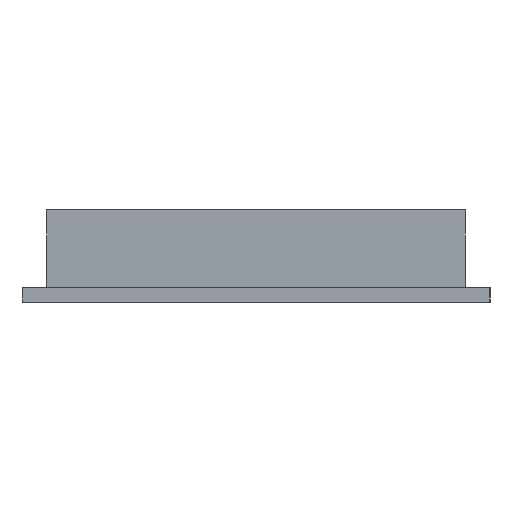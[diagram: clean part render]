
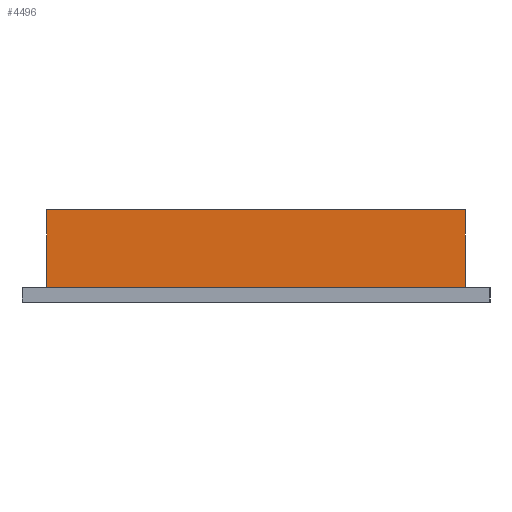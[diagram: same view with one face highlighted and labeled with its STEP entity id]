
A CAD part, left-side view. The second image highlights one B-rep face of the part: STEP entity #4496.
In plain terms, the highlighted planar face has unit normal (-1, 0, 0).
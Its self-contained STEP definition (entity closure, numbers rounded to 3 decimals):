
#4496 = ADVANCED_FACE('',(#4497),#4531,.F.);
#4497 = FACE_BOUND('',#4498,.F.);
#4498 = EDGE_LOOP('',(#4499,#4509,#4517,#4525));
#4499 = ORIENTED_EDGE('',*,*,#4500,.F.);
#4500 = EDGE_CURVE('',#4501,#4503,#4505,.T.);
#4501 = VERTEX_POINT('',#4502);
#4502 = CARTESIAN_POINT('',(-18.75,-8.5,0.6));
#4503 = VERTEX_POINT('',#4504);
#4504 = CARTESIAN_POINT('',(-18.75,-8.5,3.75));
#4505 = LINE('',#4506,#4507);
#4506 = CARTESIAN_POINT('',(-18.75,-8.5,0.6));
#4507 = VECTOR('',#4508,1.);
#4508 = DIRECTION('',(0.,0.,1.));
#4509 = ORIENTED_EDGE('',*,*,#4510,.T.);
#4510 = EDGE_CURVE('',#4501,#4511,#4513,.T.);
#4511 = VERTEX_POINT('',#4512);
#4512 = CARTESIAN_POINT('',(-18.75,8.5,0.6));
#4513 = LINE('',#4514,#4515);
#4514 = CARTESIAN_POINT('',(-18.75,-8.5,0.6));
#4515 = VECTOR('',#4516,1.);
#4516 = DIRECTION('',(0.,1.,0.));
#4517 = ORIENTED_EDGE('',*,*,#4518,.T.);
#4518 = EDGE_CURVE('',#4511,#4519,#4521,.T.);
#4519 = VERTEX_POINT('',#4520);
#4520 = CARTESIAN_POINT('',(-18.75,8.5,3.75));
#4521 = LINE('',#4522,#4523);
#4522 = CARTESIAN_POINT('',(-18.75,8.5,0.6));
#4523 = VECTOR('',#4524,1.);
#4524 = DIRECTION('',(0.,0.,1.));
#4525 = ORIENTED_EDGE('',*,*,#4526,.F.);
#4526 = EDGE_CURVE('',#4503,#4519,#4527,.T.);
#4527 = LINE('',#4528,#4529);
#4528 = CARTESIAN_POINT('',(-18.75,-8.5,3.75));
#4529 = VECTOR('',#4530,1.);
#4530 = DIRECTION('',(0.,1.,0.));
#4531 = PLANE('',#4532);
#4532 = AXIS2_PLACEMENT_3D('',#4533,#4534,#4535);
#4533 = CARTESIAN_POINT('',(-18.75,-8.5,0.6));
#4534 = DIRECTION('',(1.,0.,0.));
#4535 = DIRECTION('',(0.,0.,1.));
